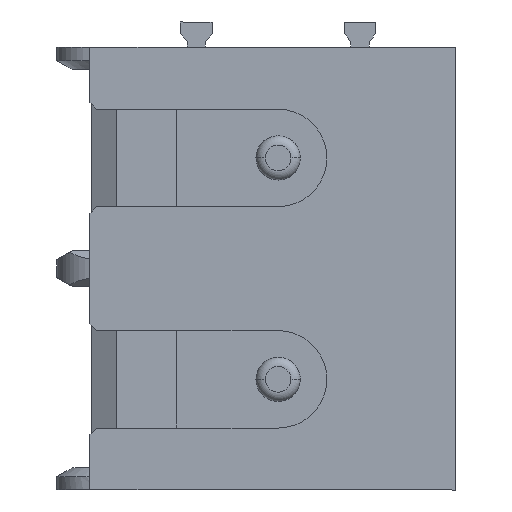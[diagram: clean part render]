
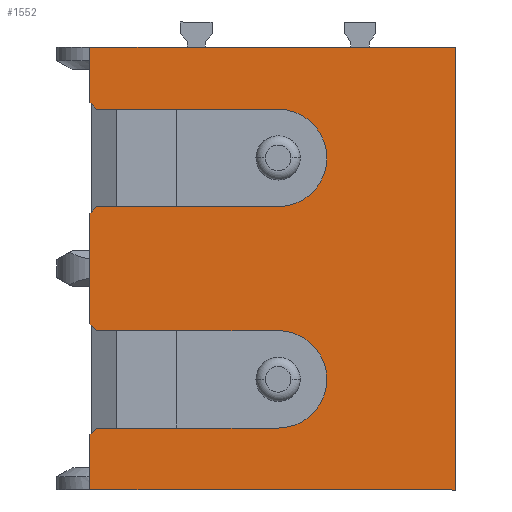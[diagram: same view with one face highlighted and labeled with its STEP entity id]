
A CAD part, front view. The second image highlights one B-rep face of the part: STEP entity #1552.
In plain terms, the highlighted planar face has unit normal (0, -1, 0).
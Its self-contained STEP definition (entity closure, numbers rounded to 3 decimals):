
#31 = DIRECTION ( 'NONE',  ( 0., 0., -1. ) ) ;
#188 = DIRECTION ( 'NONE',  ( -1., 0., 0. ) ) ;
#202 = VECTOR ( 'NONE', #2075, 1000. ) ;
#204 = VECTOR ( 'NONE', #4373, 1000. ) ;
#232 = CARTESIAN_POINT ( 'NONE',  ( 47.973, 39.003, 31.221 ) ) ;
#243 = EDGE_CURVE ( 'NONE', #2991, #2369, #2659, .T. ) ;
#330 = CARTESIAN_POINT ( 'NONE',  ( 40.423, 39.003, 28.871 ) ) ;
#332 = EDGE_LOOP ( 'NONE', ( #1556, #2292, #5298, #4768, #5172, #4211, #3423, #5207, #5600, #1473, #6443, #1935, #5162, #4385, #5783, #5308, #4353, #911 ) ) ;
#336 = EDGE_CURVE ( 'NONE', #6463, #4897, #6033, .T. ) ;
#364 = CARTESIAN_POINT ( 'NONE',  ( 44.673, 39.003, 35.121 ) ) ;
#371 = VERTEX_POINT ( 'NONE', #5449 ) ;
#443 = VERTEX_POINT ( 'NONE', #2153 ) ;
#622 = VECTOR ( 'NONE', #6836, 1000. ) ;
#630 = CARTESIAN_POINT ( 'NONE',  ( 44.673, 39.003, 29.021 ) ) ;
#632 = DIRECTION ( 'NONE',  ( 0.707, 0., -0.707 ) ) ;
#639 = CARTESIAN_POINT ( 'NONE',  ( 44.673, 39.003, 30.121 ) ) ;
#666 = LINE ( 'NONE', #6265, #622 ) ;
#701 = CARTESIAN_POINT ( 'NONE',  ( 40.423, 39.003, 37.221 ) ) ;
#713 = CARTESIAN_POINT ( 'NONE',  ( 44.673, 39.003, 30.121 ) ) ;
#725 = LINE ( 'NONE', #2600, #3151 ) ;
#787 = LINE ( 'NONE', #4689, #4321 ) ;
#911 = ORIENTED_EDGE ( 'NONE', *, *, #6848, .T. ) ;
#1038 = EDGE_CURVE ( 'NONE', #443, #2991, #6333, .T. ) ;
#1078 = VERTEX_POINT ( 'NONE', #4817 ) ;
#1205 = VERTEX_POINT ( 'NONE', #1452 ) ;
#1225 = CARTESIAN_POINT ( 'NONE',  ( 48.673, 39.003, 37.621 ) ) ;
#1412 = AXIS2_PLACEMENT_3D ( 'NONE', #364, #3824, #1443 ) ;
#1428 = EDGE_CURVE ( 'NONE', #4878, #5146, #4533, .T. ) ;
#1443 = DIRECTION ( 'NONE',  ( 1., 0., 0. ) ) ;
#1452 = CARTESIAN_POINT ( 'NONE',  ( 48.673, 39.003, 27.621 ) ) ;
#1473 = ORIENTED_EDGE ( 'NONE', *, *, #336, .F. ) ;
#1502 = VECTOR ( 'NONE', #6036, 1000. ) ;
#1524 = CIRCLE ( 'NONE', #4275, 1.1 ) ;
#1552 = ADVANCED_FACE ( 'NONE', ( #5459 ), #2514, .T. ) ;
#1556 = ORIENTED_EDGE ( 'NONE', *, *, #1038, .T. ) ;
#1626 = CARTESIAN_POINT ( 'NONE',  ( 43.316, 39.003, 36.764 ) ) ;
#1703 = LINE ( 'NONE', #6501, #1705 ) ;
#1705 = VECTOR ( 'NONE', #632, 1000. ) ;
#1724 = EDGE_CURVE ( 'NONE', #2445, #3015, #1703, .T. ) ;
#1832 = EDGE_CURVE ( 'NONE', #2669, #4212, #666, .T. ) ;
#1935 = ORIENTED_EDGE ( 'NONE', *, *, #3948, .F. ) ;
#1989 = VECTOR ( 'NONE', #188, 1000. ) ;
#2075 = DIRECTION ( 'NONE',  ( 0., 0., 1. ) ) ;
#2108 = EDGE_CURVE ( 'NONE', #2669, #371, #2413, .T. ) ;
#2125 = VERTEX_POINT ( 'NONE', #3568 ) ;
#2153 = CARTESIAN_POINT ( 'NONE',  ( 44.673, 39.003, 34.021 ) ) ;
#2185 = EDGE_CURVE ( 'NONE', #3015, #4878, #3234, .T. ) ;
#2292 = ORIENTED_EDGE ( 'NONE', *, *, #243, .T. ) ;
#2352 = EDGE_CURVE ( 'NONE', #371, #3081, #5136, .T. ) ;
#2369 = VERTEX_POINT ( 'NONE', #3577 ) ;
#2413 = LINE ( 'NONE', #3218, #4399 ) ;
#2433 = CARTESIAN_POINT ( 'NONE',  ( 40.423, 39.003, 27.621 ) ) ;
#2445 = VERTEX_POINT ( 'NONE', #5533 ) ;
#2505 = DIRECTION ( 'NONE',  ( 1., 0., 0. ) ) ;
#2514 = PLANE ( 'NONE',  #4270 ) ;
#2521 = EDGE_CURVE ( 'NONE', #1205, #6463, #2811, .T. ) ;
#2600 = CARTESIAN_POINT ( 'NONE',  ( 40.423, 39.003, 32.107 ) ) ;
#2659 = LINE ( 'NONE', #1626, #5237 ) ;
#2669 = VERTEX_POINT ( 'NONE', #6303 ) ;
#2718 = CARTESIAN_POINT ( 'NONE',  ( 47.973, 39.003, 34.021 ) ) ;
#2811 = LINE ( 'NONE', #5839, #2919 ) ;
#2919 = VECTOR ( 'NONE', #4183, 1000. ) ;
#2943 = AXIS2_PLACEMENT_3D ( 'NONE', #639, #6339, #4598 ) ;
#2991 = VERTEX_POINT ( 'NONE', #5058 ) ;
#3010 = CARTESIAN_POINT ( 'NONE',  ( 47.973, 39.003, 36.221 ) ) ;
#3015 = VERTEX_POINT ( 'NONE', #4239 ) ;
#3074 = DIRECTION ( 'NONE',  ( 0., -1., 0. ) ) ;
#3081 = VERTEX_POINT ( 'NONE', #3237 ) ;
#3124 = CARTESIAN_POINT ( 'NONE',  ( 48.673, 39.003, 37.621 ) ) ;
#3151 = VECTOR ( 'NONE', #31, 1000. ) ;
#3218 = CARTESIAN_POINT ( 'NONE',  ( 46.33, 39.003, 30.464 ) ) ;
#3234 = LINE ( 'NONE', #232, #5217 ) ;
#3237 = CARTESIAN_POINT ( 'NONE',  ( 44.673, 39.003, 36.221 ) ) ;
#3400 = AXIS2_PLACEMENT_3D ( 'NONE', #713, #5685, #5682 ) ;
#3423 = ORIENTED_EDGE ( 'NONE', *, *, #6617, .T. ) ;
#3514 = VECTOR ( 'NONE', #4725, 1000. ) ;
#3550 = EDGE_CURVE ( 'NONE', #4212, #6284, #6114, .T. ) ;
#3568 = CARTESIAN_POINT ( 'NONE',  ( 40.573, 39.003, 29.021 ) ) ;
#3577 = CARTESIAN_POINT ( 'NONE',  ( 40.423, 39.003, 33.871 ) ) ;
#3764 = DIRECTION ( 'NONE',  ( 1., 0., 0. ) ) ;
#3824 = DIRECTION ( 'NONE',  ( 0., 1., 0. ) ) ;
#3948 = EDGE_CURVE ( 'NONE', #6284, #1205, #5688, .T. ) ;
#4113 = CARTESIAN_POINT ( 'NONE',  ( 40.423, 39.003, 37.621 ) ) ;
#4139 = LINE ( 'NONE', #5795, #3514 ) ;
#4183 = DIRECTION ( 'NONE',  ( -1., 0., 0. ) ) ;
#4211 = ORIENTED_EDGE ( 'NONE', *, *, #1428, .T. ) ;
#4212 = VERTEX_POINT ( 'NONE', #4113 ) ;
#4239 = CARTESIAN_POINT ( 'NONE',  ( 40.573, 39.003, 31.221 ) ) ;
#4270 = AXIS2_PLACEMENT_3D ( 'NONE', #5004, #3074, #3764 ) ;
#4275 = AXIS2_PLACEMENT_3D ( 'NONE', #5825, #6787, #2505 ) ;
#4321 = VECTOR ( 'NONE', #6172, 1000. ) ;
#4353 = ORIENTED_EDGE ( 'NONE', *, *, #4755, .T. ) ;
#4373 = DIRECTION ( 'NONE',  ( 1., 0., 0. ) ) ;
#4385 = ORIENTED_EDGE ( 'NONE', *, *, #1832, .F. ) ;
#4399 = VECTOR ( 'NONE', #6687, 1000. ) ;
#4533 = CIRCLE ( 'NONE', #2943, 1.1 ) ;
#4598 = DIRECTION ( 'NONE',  ( 1., 0., 0. ) ) ;
#4631 = CARTESIAN_POINT ( 'NONE',  ( 44.673, 39.003, 31.221 ) ) ;
#4689 = CARTESIAN_POINT ( 'NONE',  ( 47.973, 39.003, 29.021 ) ) ;
#4712 = DIRECTION ( 'NONE',  ( -0.707, 0., -0.707 ) ) ;
#4725 = DIRECTION ( 'NONE',  ( -0.707, 0., -0.707 ) ) ;
#4755 = EDGE_CURVE ( 'NONE', #3081, #1078, #1524, .T. ) ;
#4768 = ORIENTED_EDGE ( 'NONE', *, *, #1724, .T. ) ;
#4817 = CARTESIAN_POINT ( 'NONE',  ( 45.773, 39.003, 35.121 ) ) ;
#4844 = EDGE_CURVE ( 'NONE', #2125, #4897, #4139, .T. ) ;
#4878 = VERTEX_POINT ( 'NONE', #4631 ) ;
#4883 = EDGE_CURVE ( 'NONE', #5450, #2125, #787, .T. ) ;
#4892 = DIRECTION ( 'NONE',  ( 1., 0., 0. ) ) ;
#4897 = VERTEX_POINT ( 'NONE', #330 ) ;
#4988 = VECTOR ( 'NONE', #6551, 1000. ) ;
#5004 = CARTESIAN_POINT ( 'NONE',  ( 47.973, 39.003, 32.107 ) ) ;
#5058 = CARTESIAN_POINT ( 'NONE',  ( 40.573, 39.003, 34.021 ) ) ;
#5136 = LINE ( 'NONE', #3010, #1502 ) ;
#5146 = VERTEX_POINT ( 'NONE', #5378 ) ;
#5162 = ORIENTED_EDGE ( 'NONE', *, *, #3550, .F. ) ;
#5172 = ORIENTED_EDGE ( 'NONE', *, *, #2185, .T. ) ;
#5207 = ORIENTED_EDGE ( 'NONE', *, *, #4883, .T. ) ;
#5217 = VECTOR ( 'NONE', #4892, 1000. ) ;
#5237 = VECTOR ( 'NONE', #4712, 1000. ) ;
#5298 = ORIENTED_EDGE ( 'NONE', *, *, #5336, .T. ) ;
#5308 = ORIENTED_EDGE ( 'NONE', *, *, #2352, .T. ) ;
#5336 = EDGE_CURVE ( 'NONE', #2369, #2445, #725, .T. ) ;
#5378 = CARTESIAN_POINT ( 'NONE',  ( 45.773, 39.003, 30.121 ) ) ;
#5449 = CARTESIAN_POINT ( 'NONE',  ( 40.573, 39.003, 36.221 ) ) ;
#5450 = VERTEX_POINT ( 'NONE', #630 ) ;
#5459 = FACE_OUTER_BOUND ( 'NONE', #332, .T. ) ;
#5519 = CARTESIAN_POINT ( 'NONE',  ( 48.673, 39.003, 27.621 ) ) ;
#5533 = CARTESIAN_POINT ( 'NONE',  ( 40.423, 39.003, 31.371 ) ) ;
#5600 = ORIENTED_EDGE ( 'NONE', *, *, #4844, .T. ) ;
#5682 = DIRECTION ( 'NONE',  ( 1., 0., 0. ) ) ;
#5685 = DIRECTION ( 'NONE',  ( 0., 1., 0. ) ) ;
#5688 = LINE ( 'NONE', #5519, #4988 ) ;
#5758 = CIRCLE ( 'NONE', #3400, 1.1 ) ;
#5783 = ORIENTED_EDGE ( 'NONE', *, *, #2108, .T. ) ;
#5795 = CARTESIAN_POINT ( 'NONE',  ( 45.816, 39.003, 34.264 ) ) ;
#5825 = CARTESIAN_POINT ( 'NONE',  ( 44.673, 39.003, 35.121 ) ) ;
#5839 = CARTESIAN_POINT ( 'NONE',  ( 40.423, 39.003, 27.621 ) ) ;
#6033 = LINE ( 'NONE', #701, #202 ) ;
#6036 = DIRECTION ( 'NONE',  ( 1., 0., 0. ) ) ;
#6114 = LINE ( 'NONE', #3124, #204 ) ;
#6172 = DIRECTION ( 'NONE',  ( -1., 0., 0. ) ) ;
#6265 = CARTESIAN_POINT ( 'NONE',  ( 40.423, 39.003, 36.221 ) ) ;
#6284 = VERTEX_POINT ( 'NONE', #1225 ) ;
#6303 = CARTESIAN_POINT ( 'NONE',  ( 40.423, 39.003, 36.371 ) ) ;
#6333 = LINE ( 'NONE', #2718, #1989 ) ;
#6339 = DIRECTION ( 'NONE',  ( 0., 1., 0. ) ) ;
#6443 = ORIENTED_EDGE ( 'NONE', *, *, #2521, .F. ) ;
#6463 = VERTEX_POINT ( 'NONE', #2433 ) ;
#6501 = CARTESIAN_POINT ( 'NONE',  ( 43.83, 39.003, 27.964 ) ) ;
#6551 = DIRECTION ( 'NONE',  ( 0., 0., -1. ) ) ;
#6578 = CIRCLE ( 'NONE', #1412, 1.1 ) ;
#6617 = EDGE_CURVE ( 'NONE', #5146, #5450, #5758, .T. ) ;
#6687 = DIRECTION ( 'NONE',  ( 0.707, 0., -0.707 ) ) ;
#6787 = DIRECTION ( 'NONE',  ( 0., 1., 0. ) ) ;
#6836 = DIRECTION ( 'NONE',  ( 0., 0., 1. ) ) ;
#6848 = EDGE_CURVE ( 'NONE', #1078, #443, #6578, .T. ) ;
